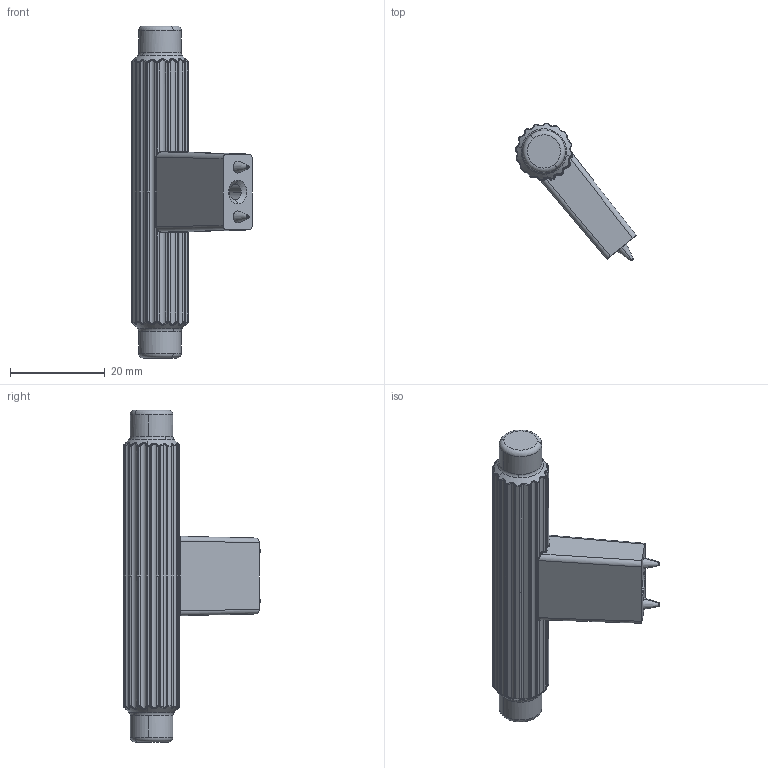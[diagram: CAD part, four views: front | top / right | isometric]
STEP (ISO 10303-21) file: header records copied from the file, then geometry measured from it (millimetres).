
FILE_DESCRIPTION(('Creo Elements/Direct Modeling STEP Export'),'2;1');
FILE_NAME('2594-70.stp','2022-09-01T 8:43:40',(''),(''),'Creo Elements/Direct Modeling STEP processor for AP214 (Solid Model)','Creo Elements/Direct Modeling 20.0 12-Nov-2016 (C) Parametric Technology GmbH','');
FILE_SCHEMA(('AUTOMOTIVE_DESIGN { 1 0 10303 214 1 1 1 1 }'));
Products named in the file (2): ZN-11753
Assembly tree (1 placements, depth 2):
  ZN-11753
    ZN-11753
Bounding box: 25.5 x 29.01 x 70 mm (x, y, z)
Volume: 9560.6 mm3; surface area: 3929.5 mm2
Topology: 1 solids, 1 shells, 342 faces, 821 edges, 480 vertices
Faces by surface type: bspline 202, cylinder 63, torus 44, plane 19, cone 14
Entity records: 47964 total; most frequent: CARTESIAN_POINT 42303, ORIENTED_EDGE 1634, EDGE_CURVE 817, DIRECTION 533, VERTEX_POINT 480, B_SPLINE_CURVE_WITH_KNOTS 436, EDGE_LOOP 345, FACE_OUTER_BOUND 342
